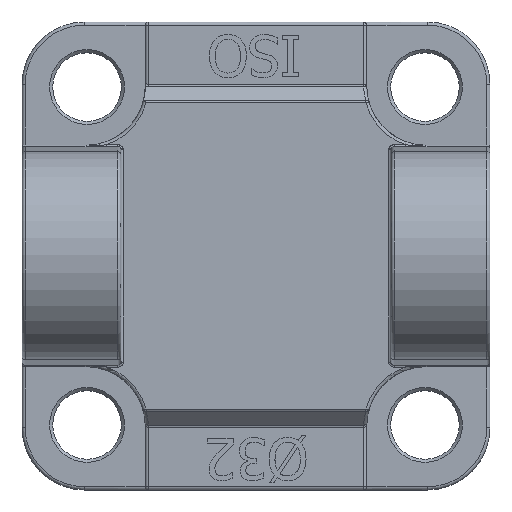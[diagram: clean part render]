
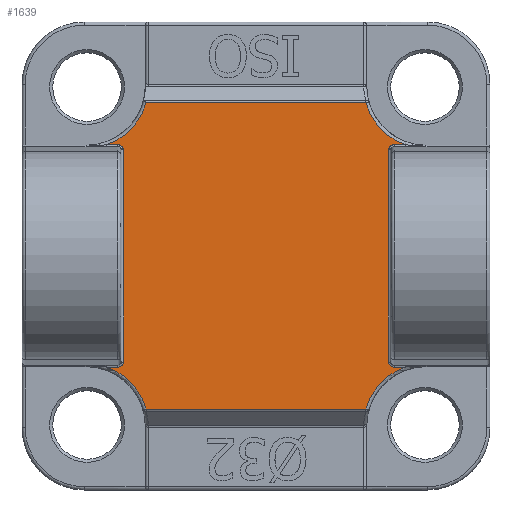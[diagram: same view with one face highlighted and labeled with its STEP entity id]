
A CAD part, top view. The second image highlights one B-rep face of the part: STEP entity #1639.
In plain terms, the highlighted planar face has unit normal (0, 0, 1).
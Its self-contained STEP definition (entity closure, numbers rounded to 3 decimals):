
#864=CARTESIAN_POINT('',(13.288,10.693,9.0));
#865=VERTEX_POINT('',#864);
#883=CARTESIAN_POINT('',(14.352,10.693,9.0));
#884=VERTEX_POINT('',#883);
#892=CARTESIAN_POINT('',(14.352,10.693,9.0));
#893=DIRECTION('',(-1.0,0.0,0.0));
#894=VECTOR('',#893,1.064);
#895=LINE('',#892,#894);
#896=EDGE_CURVE('',#884,#865,#895,.T.);
#934=CARTESIAN_POINT('',(12.7,10.211,9.0));
#935=VERTEX_POINT('',#934);
#936=CARTESIAN_POINT('',(13.288,10.693,9.0));
#937=CARTESIAN_POINT('',(13.127,10.693,9.0));
#938=CARTESIAN_POINT('',(12.918,10.584,9.));
#939=CARTESIAN_POINT('',(12.769,10.358,9.));
#940=CARTESIAN_POINT('',(12.723,10.262,9.));
#941=CARTESIAN_POINT('',(12.7,10.212,9.));
#942=CARTESIAN_POINT('',(12.7,10.212,9.));
#943=CARTESIAN_POINT('',(12.7,10.211,9.));
#944=B_SPLINE_CURVE_WITH_KNOTS('',3,(#936,#937,#938,#939,#940,#941,#942,#943),.UNSPECIFIED.,.F.,.U.,(4,1,1,2,4),(-0.08,-0.032,-0.016,0.0,0.),.UNSPECIFIED.);
#945=EDGE_CURVE('',#865,#935,#944,.T.);
#1120=CARTESIAN_POINT('',(-13.288,10.693,9.0));
#1121=VERTEX_POINT('',#1120);
#1131=CARTESIAN_POINT('',(-12.7,10.211,9.0));
#1132=VERTEX_POINT('',#1131);
#1148=CARTESIAN_POINT('',(-12.7,10.211,9.));
#1149=CARTESIAN_POINT('',(-12.7,10.212,9.));
#1150=CARTESIAN_POINT('',(-12.7,10.212,9.));
#1151=CARTESIAN_POINT('',(-12.723,10.262,9.));
#1152=CARTESIAN_POINT('',(-12.768,10.359,9.));
#1153=CARTESIAN_POINT('',(-12.859,10.494,9.));
#1154=CARTESIAN_POINT('',(-12.959,10.585,9.));
#1155=CARTESIAN_POINT('',(-13.053,10.64,9.));
#1156=CARTESIAN_POINT('',(-13.128,10.67,9.));
#1157=CARTESIAN_POINT('',(-13.207,10.688,9.0));
#1158=CARTESIAN_POINT('',(-13.261,10.693,9.0));
#1159=CARTESIAN_POINT('',(-13.288,10.693,9.0));
#1160=B_SPLINE_CURVE_WITH_KNOTS('',3,(#1148,#1149,#1150,#1151,#1152,#1153,#1154,#1155,#1156,#1157,#1158,#1159),.UNSPECIFIED.,.F.,.U.,(4,2,1,1,1,1,1,1,4),(-0.081,-0.08,-0.064,-0.048,-0.032,-0.024,-0.016,-0.008,0.0),.UNSPECIFIED.);
#1161=EDGE_CURVE('',#1132,#1121,#1160,.T.);
#1171=CARTESIAN_POINT('',(-14.352,10.693,9.0));
#1172=VERTEX_POINT('',#1171);
#1189=CARTESIAN_POINT('',(-13.288,10.693,9.0));
#1190=DIRECTION('',(-1.0,0.0,0.0));
#1191=VECTOR('',#1190,1.064);
#1192=LINE('',#1189,#1191);
#1193=EDGE_CURVE('',#1121,#1172,#1192,.T.);
#1486=CARTESIAN_POINT('',(-10.574,14.726,9.0));
#1487=VERTEX_POINT('',#1486);
#1488=CARTESIAN_POINT('',(-16.35,16.35,9.0));
#1489=DIRECTION('',(0.0,0.0,1.0));
#1490=DIRECTION('',(0.607,-0.795,0.0));
#1491=AXIS2_PLACEMENT_3D('',#1488,#1489,#1490);
#1492=CIRCLE('',#1491,6.0);
#1493=EDGE_CURVE('',#1172,#1487,#1492,.T.);
#1530=CARTESIAN_POINT('',(0.,0.,9.0));
#1531=DIRECTION('',(0.0,0.0,1.0));
#1532=DIRECTION('',(1.0,0.0,0.0));
#1533=AXIS2_PLACEMENT_3D('',#1530,#1531,#1532);
#1534=PLANE('',#1533);
#1535=ORIENTED_EDGE('',*,*,#896,.F.);
#1536=CARTESIAN_POINT('',(10.574,14.726,9.0));
#1537=VERTEX_POINT('',#1536);
#1538=CARTESIAN_POINT('',(16.35,16.35,9.0));
#1539=DIRECTION('',(0.0,0.0,1.0));
#1540=DIRECTION('',(-0.607,-0.795,0.0));
#1541=AXIS2_PLACEMENT_3D('',#1538,#1539,#1540);
#1542=CIRCLE('',#1541,6.);
#1543=EDGE_CURVE('',#1537,#884,#1542,.T.);
#1544=ORIENTED_EDGE('',*,*,#1543,.F.);
#1545=CARTESIAN_POINT('',(-10.574,14.726,9.0));
#1546=DIRECTION('',(1.0,0.0,0.0));
#1547=VECTOR('',#1546,21.148);
#1548=LINE('',#1545,#1547);
#1549=EDGE_CURVE('',#1487,#1537,#1548,.T.);
#1550=ORIENTED_EDGE('',*,*,#1549,.F.);
#1551=ORIENTED_EDGE('',*,*,#1493,.F.);
#1552=ORIENTED_EDGE('',*,*,#1193,.F.);
#1553=ORIENTED_EDGE('',*,*,#1161,.F.);
#1554=CARTESIAN_POINT('',(-12.7,-10.211,9.0));
#1555=VERTEX_POINT('',#1554);
#1556=CARTESIAN_POINT('',(-12.7,-10.211,9.0));
#1557=DIRECTION('',(0.0,1.0,0.0));
#1558=VECTOR('',#1557,20.422);
#1559=LINE('',#1556,#1558);
#1560=EDGE_CURVE('',#1555,#1132,#1559,.T.);
#1561=ORIENTED_EDGE('',*,*,#1560,.F.);
#1562=CARTESIAN_POINT('',(-13.288,-10.693,9.0));
#1563=VERTEX_POINT('',#1562);
#1564=CARTESIAN_POINT('',(-13.288,-10.693,9.0));
#1565=CARTESIAN_POINT('',(-13.127,-10.693,9.0));
#1566=CARTESIAN_POINT('',(-12.918,-10.584,9.0));
#1567=CARTESIAN_POINT('',(-12.769,-10.358,9.));
#1568=CARTESIAN_POINT('',(-12.723,-10.262,9.));
#1569=CARTESIAN_POINT('',(-12.7,-10.212,9.));
#1570=CARTESIAN_POINT('',(-12.7,-10.212,9.));
#1571=CARTESIAN_POINT('',(-12.7,-10.211,9.));
#1572=B_SPLINE_CURVE_WITH_KNOTS('',3,(#1564,#1565,#1566,#1567,#1568,#1569,#1570,#1571),.UNSPECIFIED.,.F.,.U.,(4,1,1,2,4),(-0.08,-0.032,-0.016,0.0,0.),.UNSPECIFIED.);
#1573=EDGE_CURVE('',#1563,#1555,#1572,.T.);
#1574=ORIENTED_EDGE('',*,*,#1573,.F.);
#1575=CARTESIAN_POINT('',(-14.352,-10.693,9.0));
#1576=VERTEX_POINT('',#1575);
#1577=CARTESIAN_POINT('',(-14.352,-10.693,9.0));
#1578=DIRECTION('',(1.0,0.0,0.0));
#1579=VECTOR('',#1578,1.064);
#1580=LINE('',#1577,#1579);
#1581=EDGE_CURVE('',#1576,#1563,#1580,.T.);
#1582=ORIENTED_EDGE('',*,*,#1581,.F.);
#1583=CARTESIAN_POINT('',(-10.574,-14.726,9.0));
#1584=VERTEX_POINT('',#1583);
#1585=CARTESIAN_POINT('',(-16.35,-16.35,9.0));
#1586=DIRECTION('',(0.0,0.0,1.0));
#1587=DIRECTION('',(0.607,0.795,0.0));
#1588=AXIS2_PLACEMENT_3D('',#1585,#1586,#1587);
#1589=CIRCLE('',#1588,6.0);
#1590=EDGE_CURVE('',#1584,#1576,#1589,.T.);
#1591=ORIENTED_EDGE('',*,*,#1590,.F.);
#1592=CARTESIAN_POINT('',(10.574,-14.726,9.0));
#1593=VERTEX_POINT('',#1592);
#1594=CARTESIAN_POINT('',(10.574,-14.726,9.0));
#1595=DIRECTION('',(-1.0,0.0,0.0));
#1596=VECTOR('',#1595,21.148);
#1597=LINE('',#1594,#1596);
#1598=EDGE_CURVE('',#1593,#1584,#1597,.T.);
#1599=ORIENTED_EDGE('',*,*,#1598,.F.);
#1600=CARTESIAN_POINT('',(14.352,-10.693,9.0));
#1601=VERTEX_POINT('',#1600);
#1602=CARTESIAN_POINT('',(16.35,-16.35,9.0));
#1603=DIRECTION('',(0.0,0.0,1.0));
#1604=DIRECTION('',(-0.607,0.795,0.0));
#1605=AXIS2_PLACEMENT_3D('',#1602,#1603,#1604);
#1606=CIRCLE('',#1605,6.);
#1607=EDGE_CURVE('',#1601,#1593,#1606,.T.);
#1608=ORIENTED_EDGE('',*,*,#1607,.F.);
#1609=CARTESIAN_POINT('',(13.288,-10.693,9.0));
#1610=VERTEX_POINT('',#1609);
#1611=CARTESIAN_POINT('',(13.288,-10.693,9.0));
#1612=DIRECTION('',(1.0,0.0,0.0));
#1613=VECTOR('',#1612,1.064);
#1614=LINE('',#1611,#1613);
#1615=EDGE_CURVE('',#1610,#1601,#1614,.T.);
#1616=ORIENTED_EDGE('',*,*,#1615,.F.);
#1617=CARTESIAN_POINT('',(12.7,-10.211,9.0));
#1618=VERTEX_POINT('',#1617);
#1619=CARTESIAN_POINT('',(12.7,-10.211,9.));
#1620=CARTESIAN_POINT('',(12.7,-10.212,9.));
#1621=CARTESIAN_POINT('',(12.7,-10.212,9.));
#1622=CARTESIAN_POINT('',(12.744,-10.31,9.));
#1623=CARTESIAN_POINT('',(12.819,-10.457,9.));
#1624=CARTESIAN_POINT('',(13.02,-10.64,9.));
#1625=CARTESIAN_POINT('',(13.181,-10.693,9.0));
#1626=CARTESIAN_POINT('',(13.288,-10.693,9.0));
#1627=B_SPLINE_CURVE_WITH_KNOTS('',3,(#1619,#1620,#1621,#1622,#1623,#1624,#1625,#1626),.UNSPECIFIED.,.F.,.U.,(4,2,1,1,4),(-0.081,-0.08,-0.048,-0.032,0.0),.UNSPECIFIED.);
#1628=EDGE_CURVE('',#1618,#1610,#1627,.T.);
#1629=ORIENTED_EDGE('',*,*,#1628,.F.);
#1630=CARTESIAN_POINT('',(12.7,10.211,9.0));
#1631=DIRECTION('',(0.0,-1.0,0.0));
#1632=VECTOR('',#1631,20.422);
#1633=LINE('',#1630,#1632);
#1634=EDGE_CURVE('',#935,#1618,#1633,.T.);
#1635=ORIENTED_EDGE('',*,*,#1634,.F.);
#1636=ORIENTED_EDGE('',*,*,#945,.F.);
#1637=EDGE_LOOP('',(#1535,#1544,#1550,#1551,#1552,#1553,#1561,#1574,#1582,#1591,#1599,#1608,#1616,#1629,#1635,#1636));
#1638=FACE_OUTER_BOUND('',#1637,.T.);
#1639=ADVANCED_FACE('',(#1638),#1534,.T.);
